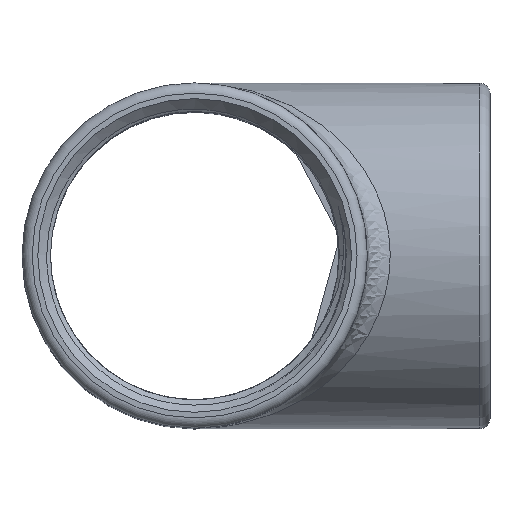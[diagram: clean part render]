
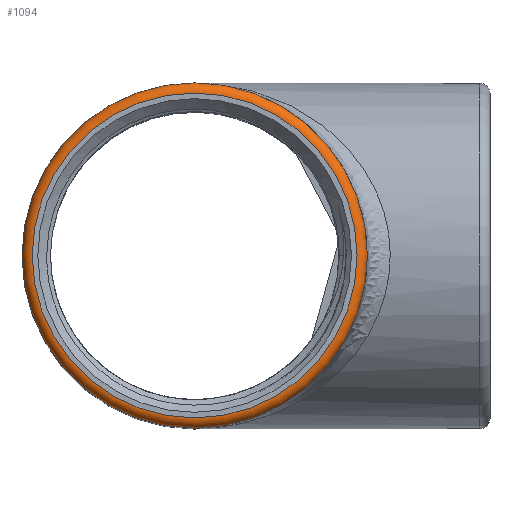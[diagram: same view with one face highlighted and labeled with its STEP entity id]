
A CAD part, top view. The second image highlights one B-rep face of the part: STEP entity #1094.
In plain terms, the highlighted toroidal (fillet/blend) face has major radius 31.9 mm and minor radius 2 mm.
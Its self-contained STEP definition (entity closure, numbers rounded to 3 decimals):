
#25=TOROIDAL_SURFACE('',#1140,31.9,2.);
#36=CIRCLE('',#1120,31.9);
#43=CIRCLE('',#1133,33.9);
#558=ORIENTED_EDGE('',*,*,#759,.F.);
#559=ORIENTED_EDGE('',*,*,#768,.F.);
#759=EDGE_CURVE('',#941,#941,#36,.T.);
#768=EDGE_CURVE('',#947,#947,#43,.T.);
#941=VERTEX_POINT('',#16823);
#947=VERTEX_POINT('',#16842);
#1014=EDGE_LOOP('',(#558));
#1015=EDGE_LOOP('',(#559));
#1056=FACE_BOUND('',#1014,.T.);
#1057=FACE_BOUND('',#1015,.T.);
#1094=ADVANCED_FACE('',(#1056,#1057),#25,.T.);
#1120=AXIS2_PLACEMENT_3D('',#16822,#1173,#1174);
#1133=AXIS2_PLACEMENT_3D('',#16841,#1199,#1200);
#1140=AXIS2_PLACEMENT_3D('',#16867,#1213,#1214);
#1173=DIRECTION('',(0.,0.,1.));
#1174=DIRECTION('',(1.,0.,0.));
#1199=DIRECTION('',(0.,0.,-1.));
#1200=DIRECTION('',(1.,0.,0.));
#1213=DIRECTION('',(0.,0.,1.));
#1214=DIRECTION('',(1.,0.,0.));
#16822=CARTESIAN_POINT('',(0.,0.,58.));
#16823=CARTESIAN_POINT('',(31.9,0.,58.));
#16841=CARTESIAN_POINT('',(0.,0.,56.));
#16842=CARTESIAN_POINT('',(33.9,0.,56.));
#16867=CARTESIAN_POINT('',(0.,0.,56.));
